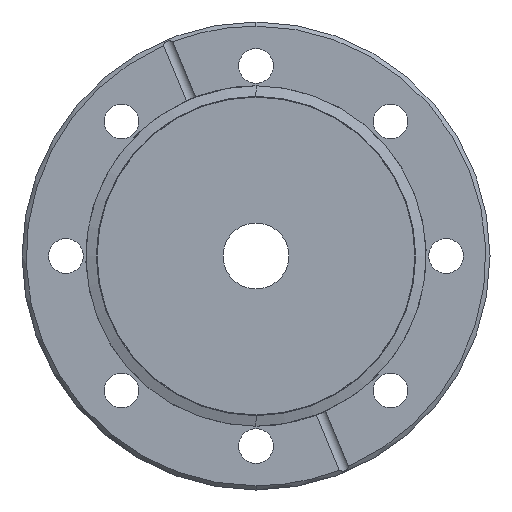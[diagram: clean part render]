
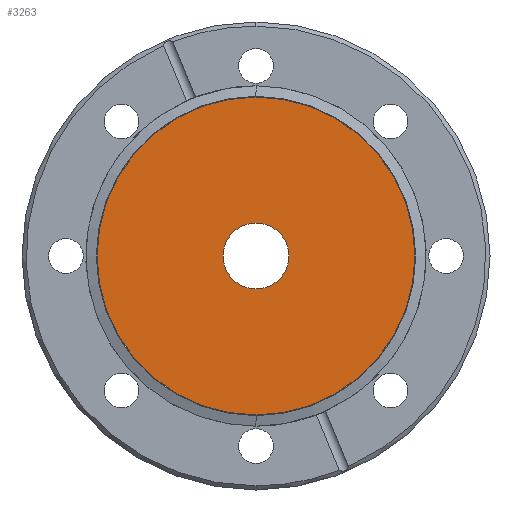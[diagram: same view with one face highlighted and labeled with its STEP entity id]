
A CAD part, left-side view. The second image highlights one B-rep face of the part: STEP entity #3263.
In plain terms, the highlighted planar face has unit normal (-1, 0, 0).
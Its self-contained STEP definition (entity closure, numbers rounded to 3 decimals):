
#84 = ORIENTED_EDGE ( 'NONE', *, *, #2596, .F. ) ;
#178 = DIRECTION ( 'NONE',  ( 0., 0., 1. ) ) ;
#235 = CIRCLE ( 'NONE', #1510, 8. ) ;
#252 = FACE_OUTER_BOUND ( 'NONE', #2909, .T. ) ;
#347 = DIRECTION ( 'NONE',  ( -1., 0., 0. ) ) ;
#413 = CIRCLE ( 'NONE', #1469, 8. ) ;
#578 = CIRCLE ( 'NONE', #1386, 38.548 ) ;
#596 = AXIS2_PLACEMENT_3D ( 'NONE', #3135, #680, #3468 ) ;
#680 = DIRECTION ( 'NONE',  ( -1., 0., 0. ) ) ;
#939 = DIRECTION ( 'NONE',  ( -1., 0., 0. ) ) ;
#954 = CARTESIAN_POINT ( 'NONE',  ( -3.8, 0., 0. ) ) ;
#987 = DIRECTION ( 'NONE',  ( -1., 0., 0. ) ) ;
#1038 = AXIS2_PLACEMENT_3D ( 'NONE', #3370, #939, #3666 ) ;
#1255 = FACE_BOUND ( 'NONE', #2713, .T. ) ;
#1386 = AXIS2_PLACEMENT_3D ( 'NONE', #1895, #1463, #178 ) ;
#1398 = CARTESIAN_POINT ( 'NONE',  ( -3.8, 0., -38.548 ) ) ;
#1463 = DIRECTION ( 'NONE',  ( -1., 0., 0. ) ) ;
#1469 = AXIS2_PLACEMENT_3D ( 'NONE', #4177, #347, #2311 ) ;
#1510 = AXIS2_PLACEMENT_3D ( 'NONE', #954, #987, #4701 ) ;
#1895 = CARTESIAN_POINT ( 'NONE',  ( -3.8, 0., 0. ) ) ;
#2114 = ORIENTED_EDGE ( 'NONE', *, *, #2625, .F. ) ;
#2164 = CARTESIAN_POINT ( 'NONE',  ( -3.8, 0., -8. ) ) ;
#2311 = DIRECTION ( 'NONE',  ( 0., 0., 1. ) ) ;
#2385 = ORIENTED_EDGE ( 'NONE', *, *, #2724, .T. ) ;
#2596 = EDGE_CURVE ( 'NONE', #3231, #4275, #235, .T. ) ;
#2625 = EDGE_CURVE ( 'NONE', #4275, #3231, #413, .T. ) ;
#2713 = EDGE_LOOP ( 'NONE', ( #2114, #84 ) ) ;
#2724 = EDGE_CURVE ( 'NONE', #4239, #4614, #578, .T. ) ;
#2909 = EDGE_LOOP ( 'NONE', ( #2385, #4444 ) ) ;
#3135 = CARTESIAN_POINT ( 'NONE',  ( -3.8, 0., 0. ) ) ;
#3231 = VERTEX_POINT ( 'NONE', #2164 ) ;
#3263 = ADVANCED_FACE ( 'NONE', ( #1255, #252 ), #4311, .T. ) ;
#3370 = CARTESIAN_POINT ( 'NONE',  ( -3.8, 0., 0. ) ) ;
#3468 = DIRECTION ( 'NONE',  ( 0., 0., 1. ) ) ;
#3666 = DIRECTION ( 'NONE',  ( 0., 0., 1. ) ) ;
#3921 = CIRCLE ( 'NONE', #596, 38.548 ) ;
#4172 = EDGE_CURVE ( 'NONE', #4614, #4239, #3921, .T. ) ;
#4177 = CARTESIAN_POINT ( 'NONE',  ( -3.8, 0., 0. ) ) ;
#4239 = VERTEX_POINT ( 'NONE', #4463 ) ;
#4275 = VERTEX_POINT ( 'NONE', #4487 ) ;
#4311 = PLANE ( 'NONE',  #1038 ) ;
#4444 = ORIENTED_EDGE ( 'NONE', *, *, #4172, .T. ) ;
#4463 = CARTESIAN_POINT ( 'NONE',  ( -3.8, 0., 38.548 ) ) ;
#4487 = CARTESIAN_POINT ( 'NONE',  ( -3.8, 0., 8. ) ) ;
#4614 = VERTEX_POINT ( 'NONE', #1398 ) ;
#4701 = DIRECTION ( 'NONE',  ( 0., 0., 1. ) ) ;
